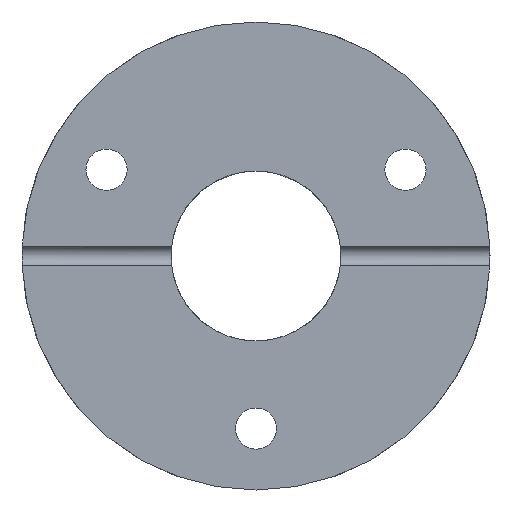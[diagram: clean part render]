
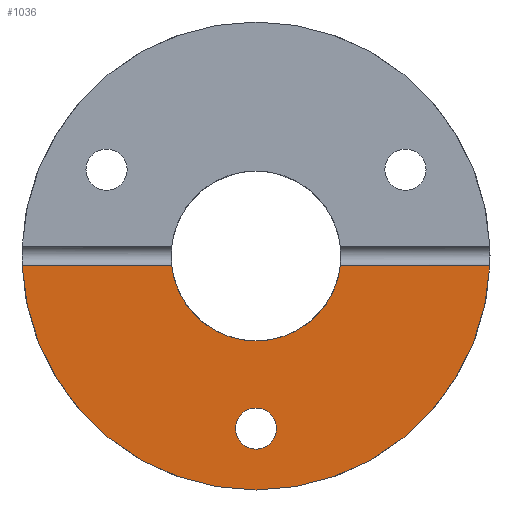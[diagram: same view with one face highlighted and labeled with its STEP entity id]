
A CAD part, front view. The second image highlights one B-rep face of the part: STEP entity #1036.
In plain terms, the highlighted planar face has unit normal (0, -1, 0).
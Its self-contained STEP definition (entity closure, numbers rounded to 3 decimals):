
#30 = FACE_OUTER_BOUND ( 'NONE', #895, .T. ) ;
#35 = VECTOR ( 'NONE', #373, 1000. ) ;
#36 = AXIS2_PLACEMENT_3D ( 'NONE', #912, #917, #851 ) ;
#37 = AXIS2_PLACEMENT_3D ( 'NONE', #1096, #1203, #1145 ) ;
#40 = AXIS2_PLACEMENT_3D ( 'NONE', #1220, #1131, #1086 ) ;
#48 = AXIS2_PLACEMENT_3D ( 'NONE', #1286, #1361, #1407 ) ;
#55 = FACE_BOUND ( 'NONE', #760, .T. ) ;
#61 = AXIS2_PLACEMENT_3D ( 'NONE', #417, #276, #501 ) ;
#68 = VECTOR ( 'NONE', #1138, 1000. ) ;
#84 = AXIS2_PLACEMENT_3D ( 'NONE', #1158, #1172, #1082 ) ;
#119 = AXIS2_PLACEMENT_3D ( 'NONE', #516, #390, #353 ) ;
#163 = EDGE_CURVE ( 'NONE', #802, #867, #1024, .T. ) ;
#178 = EDGE_CURVE ( 'NONE', #811, #701, #329, .T. ) ;
#194 = EDGE_CURVE ( 'NONE', #700, #811, #992, .T. ) ;
#201 = EDGE_CURVE ( 'NONE', #933, #710, #1059, .T. ) ;
#229 = EDGE_CURVE ( 'NONE', #867, #802, #1005, .T. ) ;
#240 = EDGE_CURVE ( 'NONE', #830, #700, #999, .T. ) ;
#242 = EDGE_CURVE ( 'NONE', #933, #830, #1202, .T. ) ;
#243 = EDGE_CURVE ( 'NONE', #710, #701, #1034, .T. ) ;
#276 = DIRECTION ( 'NONE',  ( 0., 1., 0. ) ) ;
#329 = LINE ( 'NONE', #408, #35 ) ;
#353 = DIRECTION ( 'NONE',  ( 0., 0., 1. ) ) ;
#373 = DIRECTION ( 'NONE',  ( -1., 0., 0. ) ) ;
#390 = DIRECTION ( 'NONE',  ( 0., 1., 0. ) ) ;
#408 = CARTESIAN_POINT ( 'NONE',  ( -36., 0., -1.5 ) ) ;
#417 = CARTESIAN_POINT ( 'NONE',  ( 0., 0., 0. ) ) ;
#501 = DIRECTION ( 'NONE',  ( 0., 0., 1. ) ) ;
#516 = CARTESIAN_POINT ( 'NONE',  ( 0., 0., 0. ) ) ;
#570 = ORIENTED_EDGE ( 'NONE', *, *, #229, .T. ) ;
#573 = ORIENTED_EDGE ( 'NONE', *, *, #201, .F. ) ;
#580 = ORIENTED_EDGE ( 'NONE', *, *, #178, .T. ) ;
#584 = ORIENTED_EDGE ( 'NONE', *, *, #240, .T. ) ;
#591 = ORIENTED_EDGE ( 'NONE', *, *, #163, .T. ) ;
#593 = ORIENTED_EDGE ( 'NONE', *, *, #194, .T. ) ;
#597 = ORIENTED_EDGE ( 'NONE', *, *, #242, .T. ) ;
#700 = VERTEX_POINT ( 'NONE', #1382 ) ;
#701 = VERTEX_POINT ( 'NONE', #1359 ) ;
#710 = VERTEX_POINT ( 'NONE', #1364 ) ;
#760 = EDGE_LOOP ( 'NONE', ( #591, #570 ) ) ;
#766 = ORIENTED_EDGE ( 'NONE', *, *, #243, .F. ) ;
#802 = VERTEX_POINT ( 'NONE', #1274 ) ;
#811 = VERTEX_POINT ( 'NONE', #1318 ) ;
#830 = VERTEX_POINT ( 'NONE', #1269 ) ;
#851 = DIRECTION ( 'NONE',  ( 0., 0., 1. ) ) ;
#867 = VERTEX_POINT ( 'NONE', #1338 ) ;
#895 = EDGE_LOOP ( 'NONE', ( #573, #597, #584, #593, #580, #766 ) ) ;
#912 = CARTESIAN_POINT ( 'NONE',  ( 0., 0., -26. ) ) ;
#917 = DIRECTION ( 'NONE',  ( 0., 1., 0. ) ) ;
#933 = VERTEX_POINT ( 'NONE', #1319 ) ;
#992 = CIRCLE ( 'NONE', #119, 12.8 ) ;
#999 = CIRCLE ( 'NONE', #40, 12.8 ) ;
#1005 = CIRCLE ( 'NONE', #37, 3.1 ) ;
#1024 = CIRCLE ( 'NONE', #36, 3.1 ) ;
#1034 = CIRCLE ( 'NONE', #84, 35.25 ) ;
#1036 = ADVANCED_FACE ( 'NONE', ( #30, #55 ), #1280, .F. ) ;
#1059 = CIRCLE ( 'NONE', #61, 35.25 ) ;
#1082 = DIRECTION ( 'NONE',  ( 0., 0., 1. ) ) ;
#1086 = DIRECTION ( 'NONE',  ( 0., 0., 1. ) ) ;
#1096 = CARTESIAN_POINT ( 'NONE',  ( 0., 0., -26. ) ) ;
#1131 = DIRECTION ( 'NONE',  ( 0., 1., 0. ) ) ;
#1138 = DIRECTION ( 'NONE',  ( -1., 0., 0. ) ) ;
#1145 = DIRECTION ( 'NONE',  ( 0., 0., 1. ) ) ;
#1158 = CARTESIAN_POINT ( 'NONE',  ( 0., 0., 0. ) ) ;
#1172 = DIRECTION ( 'NONE',  ( 0., 1., 0. ) ) ;
#1202 = LINE ( 'NONE', #1239, #68 ) ;
#1203 = DIRECTION ( 'NONE',  ( 0., 1., 0. ) ) ;
#1220 = CARTESIAN_POINT ( 'NONE',  ( 0., 0., 0. ) ) ;
#1239 = CARTESIAN_POINT ( 'NONE',  ( -36., 0., -1.5 ) ) ;
#1269 = CARTESIAN_POINT ( 'NONE',  ( 12.712, 0., -1.5 ) ) ;
#1274 = CARTESIAN_POINT ( 'NONE',  ( 0., 0., -29.1 ) ) ;
#1280 = PLANE ( 'NONE',  #48 ) ;
#1286 = CARTESIAN_POINT ( 'NONE',  ( 0., 0., 0. ) ) ;
#1318 = CARTESIAN_POINT ( 'NONE',  ( -12.712, 0., -1.5 ) ) ;
#1319 = CARTESIAN_POINT ( 'NONE',  ( 35.218, 0., -1.5 ) ) ;
#1338 = CARTESIAN_POINT ( 'NONE',  ( 0., 0., -22.9 ) ) ;
#1359 = CARTESIAN_POINT ( 'NONE',  ( -35.218, 0., -1.5 ) ) ;
#1361 = DIRECTION ( 'NONE',  ( 0., 1., 0. ) ) ;
#1364 = CARTESIAN_POINT ( 'NONE',  ( 0., 0., -35.25 ) ) ;
#1382 = CARTESIAN_POINT ( 'NONE',  ( 0., 0., -12.8 ) ) ;
#1407 = DIRECTION ( 'NONE',  ( 0., 0., 1. ) ) ;
